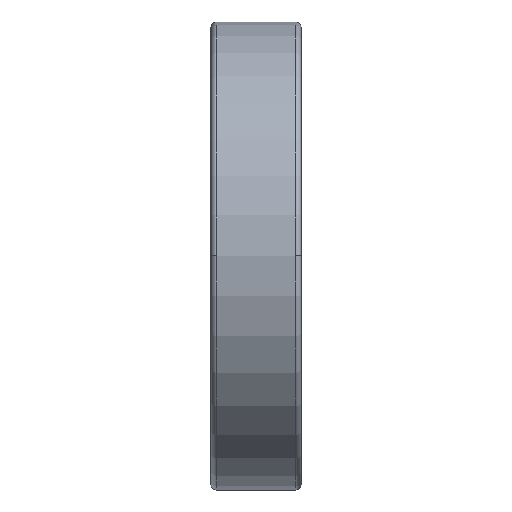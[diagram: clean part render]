
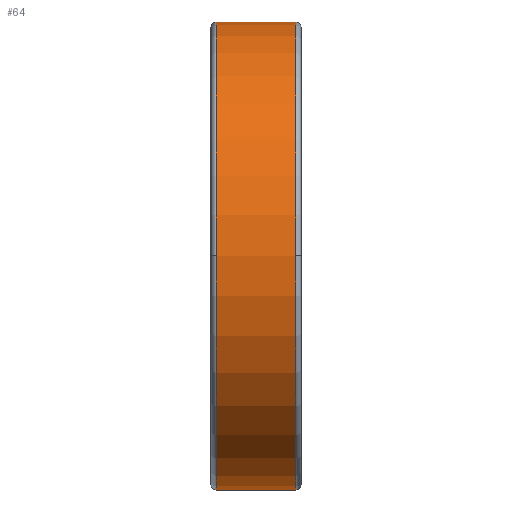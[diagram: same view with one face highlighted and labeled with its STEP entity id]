
A CAD part, top view. The second image highlights one B-rep face of the part: STEP entity #64.
In plain terms, the highlighted cylindrical face has radius 65 mm (diameter 130 mm), a partial arc.
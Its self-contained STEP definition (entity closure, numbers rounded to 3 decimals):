
#64=ADVANCED_FACE('',(#289),#290,.T.);
#289=FACE_OUTER_BOUND('',#775,.T.);
#290=CYLINDRICAL_SURFACE('',#776,65.0);
#775=EDGE_LOOP('',(#1275,#1276,#1277,#1278,#1279,#1280));
#776=AXIS2_PLACEMENT_3D('',#1281,#1282,#1283);
#1275=ORIENTED_EDGE('',*,*,#3159,.F.);
#1276=ORIENTED_EDGE('',*,*,#3160,.T.);
#1277=ORIENTED_EDGE('',*,*,#3161,.T.);
#1278=ORIENTED_EDGE('',*,*,#3162,.F.);
#1279=ORIENTED_EDGE('',*,*,#3163,.F.);
#1280=ORIENTED_EDGE('',*,*,#3155,.F.);
#1281=CARTESIAN_POINT('',(12.5,0.0,0.0));
#1282=DIRECTION('',(1.0,0.0,0.0));
#1283=DIRECTION('',(0.0,1.0,0.0));
#3155=EDGE_CURVE('',#3774,#3776,#3777,.T.);
#3159=EDGE_CURVE('',#3783,#3774,#3784,.T.);
#3160=EDGE_CURVE('',#3783,#3785,#3786,.T.);
#3161=EDGE_CURVE('',#3785,#3787,#3788,.T.);
#3162=EDGE_CURVE('',#3789,#3787,#3790,.T.);
#3163=EDGE_CURVE('',#3776,#3789,#3791,.T.);
#3774=VERTEX_POINT('',#4818);
#3776=VERTEX_POINT('',#4820);
#3777=CIRCLE('',#4821,65.0);
#3783=VERTEX_POINT('',#4827);
#3784=LINE('',#4828,#4829);
#3785=VERTEX_POINT('',#4830);
#3786=CIRCLE('',#4831,65.0);
#3787=VERTEX_POINT('',#4832);
#3788=CIRCLE('',#4833,65.0);
#3789=VERTEX_POINT('',#4834);
#3790=LINE('',#4835,#4836);
#3791=CIRCLE('',#4837,65.0);
#4818=CARTESIAN_POINT('',(23.5,65.0,0.0));
#4820=CARTESIAN_POINT('',(23.5,0.,65.0));
#4821=AXIS2_PLACEMENT_3D('',#7399,#7400,#7401);
#4827=CARTESIAN_POINT('',(1.5,65.0,0.0));
#4828=CARTESIAN_POINT('',(12.5,65.0,0.));
#4829=VECTOR('',#7411,1.0);
#4830=CARTESIAN_POINT('',(1.5,0.,65.0));
#4831=AXIS2_PLACEMENT_3D('',#7412,#7413,#7414);
#4832=CARTESIAN_POINT('',(1.5,-65.0,0.));
#4833=AXIS2_PLACEMENT_3D('',#7415,#7416,#7417);
#4834=CARTESIAN_POINT('',(23.5,-65.0,0.));
#4835=CARTESIAN_POINT('',(12.5,-65.0,0.));
#4836=VECTOR('',#7418,1.0);
#4837=AXIS2_PLACEMENT_3D('',#7419,#7420,#7421);
#7399=CARTESIAN_POINT('',(23.5,0.0,0.0));
#7400=DIRECTION('',(1.0,0.0,0.0));
#7401=DIRECTION('',(0.0,1.0,0.0));
#7411=DIRECTION('',(1.0,0.0,0.0));
#7412=CARTESIAN_POINT('',(1.5,0.0,0.0));
#7413=DIRECTION('',(1.0,0.0,0.0));
#7414=DIRECTION('',(0.0,1.0,0.0));
#7415=CARTESIAN_POINT('',(1.5,0.0,0.0));
#7416=DIRECTION('',(1.0,0.0,0.0));
#7417=DIRECTION('',(0.0,1.0,0.0));
#7418=DIRECTION('',(-1.0,-0.0,-0.0));
#7419=CARTESIAN_POINT('',(23.5,0.0,0.0));
#7420=DIRECTION('',(1.0,0.0,0.0));
#7421=DIRECTION('',(0.0,1.0,0.0));
